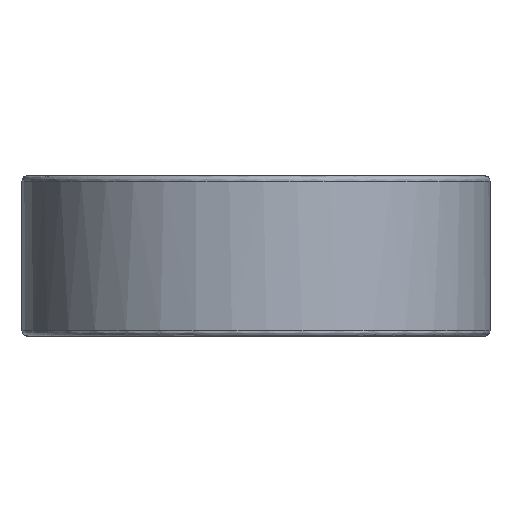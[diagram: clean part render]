
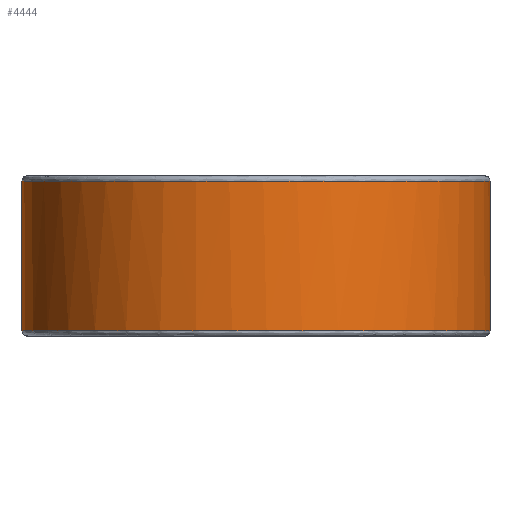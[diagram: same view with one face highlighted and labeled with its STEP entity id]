
A CAD part, left-side view. The second image highlights one B-rep face of the part: STEP entity #4444.
In plain terms, the highlighted free-form (B-spline) face has degree [1, 2] with [2, 5] control points.
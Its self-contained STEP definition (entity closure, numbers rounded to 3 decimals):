
#1104 = CARTESIAN_POINT ( 'NONE',  ( -212.333, -168.971, -116. ) ) ;
#1112 = FACE_OUTER_BOUND ( 'NONE', #9482, .T. ) ;
#1162 = CARTESIAN_POINT ( 'NONE',  ( -184.691, 102.669, -4. ) ) ;
#1310 = CARTESIAN_POINT ( 'NONE',  ( -184.691, -90.611, -4. ) ) ;
#1380 = CARTESIAN_POINT ( 'NONE',  ( -37.333, -168.971, -4. ) ) ;
#2787 = CARTESIAN_POINT ( 'NONE',  ( -212.333, -168.971, 0. ) ) ;
#2854 = CARTESIAN_POINT ( 'NONE',  ( -102.61, -157.577, -4. ) ) ;
#3001 = ORIENTED_EDGE ( 'NONE', *, *, #11875, .F. ) ;
#3147 = CARTESIAN_POINT ( 'NONE',  ( -133.972, 153.387, -4. ) ) ;
#3647 = B_SPLINE_CURVE_WITH_KNOTS ( 'NONE', 1,
 ( #9349, #17629 ),
 .UNSPECIFIED., .F., .F.,
 ( 2, 2 ),
 ( -116., -4. ),
 .UNSPECIFIED. ) ;
#4305 = ORIENTED_EDGE ( 'NONE', *, *, #10598, .F. ) ;
#4425 = CARTESIAN_POINT ( 'NONE',  ( -212.333, 6.029, 0. ) ) ;
#4444 = ADVANCED_FACE ( 'NONE', ( #1112 ), #8299, .F. ) ;
#5214 = EDGE_CURVE ( 'NONE', #17264, #11952, #10898, .T. ) ;
#5523 = CARTESIAN_POINT ( 'NONE',  ( -37.333, 181.029, -116. ) ) ;
#5923 = CARTESIAN_POINT ( 'NONE',  ( -212.333, 6.029, -116. ) ) ;
#6118 = CARTESIAN_POINT ( 'NONE',  ( -37.333, 181.029, 0. ) ) ;
#6259 = CARTESIAN_POINT ( 'NONE',  ( -213.312, 6.029, -4. ) ) ;
#7113 = ORIENTED_EDGE ( 'NONE', *, *, #20223, .F. ) ;
#7643 = B_SPLINE_CURVE_WITH_KNOTS ( 'NONE', 1,
 ( #20104, #8149 ),
 .UNSPECIFIED., .F., .F.,
 ( 2, 2 ),
 ( 4., 116. ),
 .UNSPECIFIED. ) ;
#7651 = VERTEX_POINT ( 'NONE', #16749 ) ;
#7886 = CARTESIAN_POINT ( 'NONE',  ( -212.333, 6.029, -120. ) ) ;
#8149 = CARTESIAN_POINT ( 'NONE',  ( -37.333, 181.029, -4. ) ) ;
#8299 =( BOUNDED_SURFACE ( )  B_SPLINE_SURFACE ( 1, 2, ( 
 ( #15805, #2787, #4425, #12766, #6118 ),
 ( #21272, #16165, #7886, #17865, #19630 ) ),
 .UNSPECIFIED., .F., .F., .T. ) 
 B_SPLINE_SURFACE_WITH_KNOTS ( ( 2, 2 ),
 ( 3, 2, 3 ),
 ( 0., 120. ),
 ( -549.779, -274.889, 0. ),
 .UNSPECIFIED. ) 
 GEOMETRIC_REPRESENTATION_ITEM ( )  RATIONAL_B_SPLINE_SURFACE ( (
 ( 1., 0.707, 1., 0.707, 1.),
 ( 1., 0.707, 1., 0.707, 1.) ) ) 
 REPRESENTATION_ITEM ( '' )  SURFACE ( )  );
#8743 = B_SPLINE_CURVE_WITH_KNOTS ( 'NONE', 3,
 ( #9866, #21621, #19698, #11420, #3147, #9574, #1162, #14823, #21475, #6259, #11490, #16524, #1310, #12971, #18074, #2854, #14749, #9794, #1380 ),
 .UNSPECIFIED., .F., .F.,
 ( 4, 1, 1, 1, 1, 1, 1, 1, 1, 1, 1, 1, 1, 1, 1, 1, 4 ),
 ( 0., 31.29, 64.46, 99.013, 134.303, 169.592, 204.146, 237.316, 268.606, 299.896, 333.066, 367.619, 402.909, 438.198, 472.752, 505.922, 537.211 ),
 .UNSPECIFIED. ) ;
#9349 = CARTESIAN_POINT ( 'NONE',  ( -37.333, -168.971, -4. ) ) ;
#9482 = EDGE_LOOP ( 'NONE', ( #7113, #3001, #16457, #4305 ) ) ;
#9574 = CARTESIAN_POINT ( 'NONE',  ( -161.958, 130.654, -4. ) ) ;
#9794 = CARTESIAN_POINT ( 'NONE',  ( -48.006, -168.972, -4. ) ) ;
#9866 = CARTESIAN_POINT ( 'NONE',  ( -37.333, 181.029, -4. ) ) ;
#10598 = EDGE_CURVE ( 'NONE', #16979, #11952, #3647, .T. ) ;
#10898 =( BOUNDED_CURVE ( )  B_SPLINE_CURVE ( 2, ( #21347, #11220, #5923, #1104, #17875 ),
 .UNSPECIFIED., .F., .F. ) 
 B_SPLINE_CURVE_WITH_KNOTS ( ( 3, 2, 3 ),
 ( 0., 0.5, 1. ),
 .UNSPECIFIED. ) 
 CURVE ( )  GEOMETRIC_REPRESENTATION_ITEM ( )  RATIONAL_B_SPLINE_CURVE ( ( 1., 0.707, 1., 0.707, 1. ) ) 
 REPRESENTATION_ITEM ( '' )  );
#11220 = CARTESIAN_POINT ( 'NONE',  ( -212.333, 181.029, -116. ) ) ;
#11420 = CARTESIAN_POINT ( 'NONE',  ( -102.61, 169.635, -4. ) ) ;
#11490 = CARTESIAN_POINT ( 'NONE',  ( -210.316, -26.634, -4. ) ) ;
#11875 = EDGE_CURVE ( 'NONE', #17264, #7651, #7643, .T. ) ;
#11952 = VERTEX_POINT ( 'NONE', #21813 ) ;
#12535 = CARTESIAN_POINT ( 'NONE',  ( -37.333, -168.971, -4. ) ) ;
#12766 = CARTESIAN_POINT ( 'NONE',  ( -212.333, 181.029, 0. ) ) ;
#12971 = CARTESIAN_POINT ( 'NONE',  ( -161.958, -118.597, -4. ) ) ;
#14749 = CARTESIAN_POINT ( 'NONE',  ( -69.996, -166.954, -4. ) ) ;
#14823 = CARTESIAN_POINT ( 'NONE',  ( -200.939, 71.307, -4. ) ) ;
#15805 = CARTESIAN_POINT ( 'NONE',  ( -37.333, -168.971, 0. ) ) ;
#16165 = CARTESIAN_POINT ( 'NONE',  ( -212.333, -168.971, -120. ) ) ;
#16457 = ORIENTED_EDGE ( 'NONE', *, *, #5214, .T. ) ;
#16524 = CARTESIAN_POINT ( 'NONE',  ( -200.939, -59.249, -4. ) ) ;
#16749 = CARTESIAN_POINT ( 'NONE',  ( -37.333, 181.029, -4. ) ) ;
#16979 = VERTEX_POINT ( 'NONE', #12535 ) ;
#17264 = VERTEX_POINT ( 'NONE', #5523 ) ;
#17629 = CARTESIAN_POINT ( 'NONE',  ( -37.333, -168.971, -116. ) ) ;
#17865 = CARTESIAN_POINT ( 'NONE',  ( -212.333, 181.029, -120. ) ) ;
#17875 = CARTESIAN_POINT ( 'NONE',  ( -37.333, -168.971, -116. ) ) ;
#18074 = CARTESIAN_POINT ( 'NONE',  ( -133.972, -141.33, -4. ) ) ;
#19630 = CARTESIAN_POINT ( 'NONE',  ( -37.333, 181.029, -120. ) ) ;
#19698 = CARTESIAN_POINT ( 'NONE',  ( -69.996, 179.012, -4. ) ) ;
#20104 = CARTESIAN_POINT ( 'NONE',  ( -37.333, 181.029, -116. ) ) ;
#20223 = EDGE_CURVE ( 'NONE', #7651, #16979, #8743, .T. ) ;
#21272 = CARTESIAN_POINT ( 'NONE',  ( -37.333, -168.971, -120. ) ) ;
#21347 = CARTESIAN_POINT ( 'NONE',  ( -37.333, 181.029, -116. ) ) ;
#21475 = CARTESIAN_POINT ( 'NONE',  ( -210.316, 38.692, -4. ) ) ;
#21621 = CARTESIAN_POINT ( 'NONE',  ( -48.006, 181.029, -4. ) ) ;
#21813 = CARTESIAN_POINT ( 'NONE',  ( -37.333, -168.971, -116. ) ) ;
